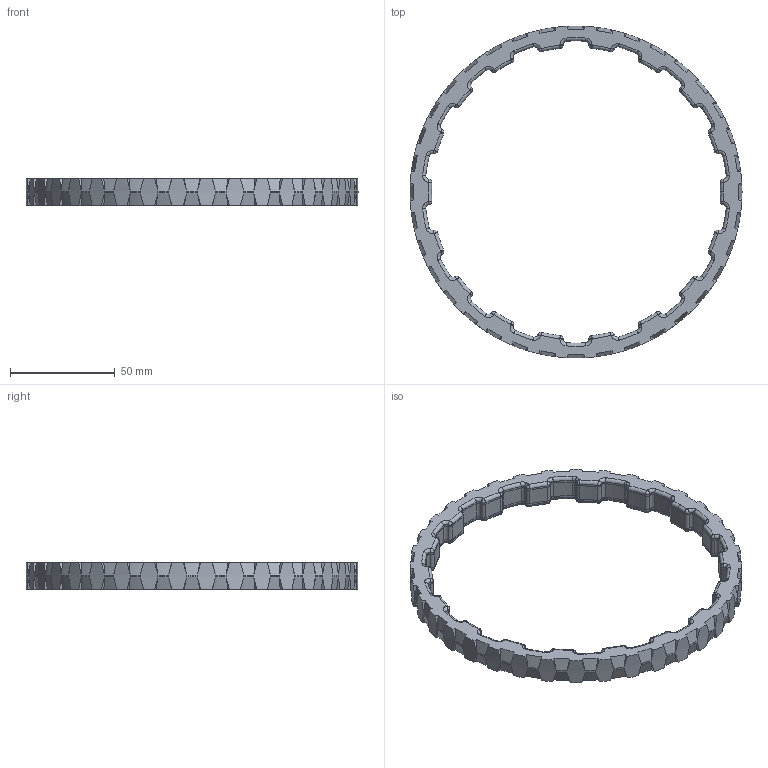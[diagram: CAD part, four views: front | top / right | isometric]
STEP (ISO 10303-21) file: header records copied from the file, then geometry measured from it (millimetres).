
FILE_DESCRIPTION (( 'STEP AP214' ), '1' );
FILE_NAME ('217-2860-STEP.STEP', '2013-12-10T19:32:22', ( '' ), ( '' ), 'SwSTEP 2.0', 'SolidWorks 2013', '' );
FILE_SCHEMA (( 'AUTOMOTIVE_DESIGN' ));
Length unit declared in the file: millimetre
Products named in the file (3): 217-2860-011 Rev1; 217-2860-001 Rev3; 217-2860-STEP
Assembly tree (2 placements, depth 2):
  217-2860-STEP
    217-2860-001 Rev3
    217-2860-011 Rev1
Bounding box: 158.75 x 158.74 x 12.7 mm (x, y, z)
Volume: 49151.8 mm3; surface area: 36853.8 mm2
Topology: 2 solids, 2 shells, 2285 faces, 6601 edges, 4322 vertices
Faces by surface type: cylinder 1497, plane 438, torus 278, cone 72
Entity records: 80097 total; most frequent: CARTESIAN_POINT 18109, DIRECTION 13837, ORIENTED_EDGE 13202, EDGE_CURVE 6601, AXIS2_PLACEMENT_3D 5810, VERTEX_POINT 4322, CIRCLE 3520, EDGE_LOOP 2435
